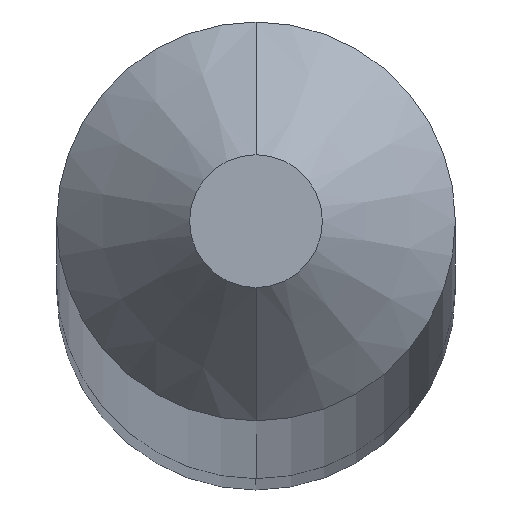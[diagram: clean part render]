
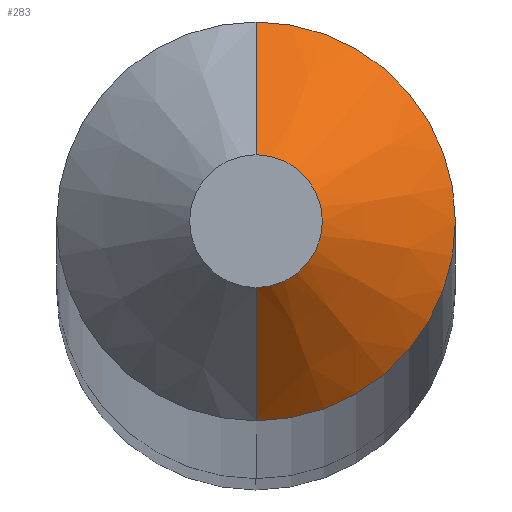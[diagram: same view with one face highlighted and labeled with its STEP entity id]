
A CAD part, top view. The second image highlights one B-rep face of the part: STEP entity #283.
In plain terms, the highlighted conical face has half-angle 45 degrees and reference radius 0.05 mm.
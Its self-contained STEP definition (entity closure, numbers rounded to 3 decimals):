
#4 = DIRECTION ( 'NONE',  ( 0., 1., 0. ) ) ;
#10 = EDGE_LOOP ( 'NONE', ( #65, #262, #119, #29 ) ) ;
#15 = EDGE_CURVE ( 'NONE', #285, #149, #52, .T. ) ;
#17 = EDGE_CURVE ( 'NONE', #285, #127, #296, .T. ) ;
#25 = CARTESIAN_POINT ( 'NONE',  ( 0., 0., 30. ) ) ;
#29 = ORIENTED_EDGE ( 'NONE', *, *, #17, .F. ) ;
#37 = AXIS2_PLACEMENT_3D ( 'NONE', #192, #331, #107 ) ;
#45 = VECTOR ( 'NONE', #75, 1000. ) ;
#48 = EDGE_CURVE ( 'NONE', #127, #237, #299, .T. ) ;
#52 = CIRCLE ( 'NONE', #259, 0.05 ) ;
#63 = CARTESIAN_POINT ( 'NONE',  ( 0., -0.15, 29.9 ) ) ;
#65 = ORIENTED_EDGE ( 'NONE', *, *, #15, .T. ) ;
#71 = DIRECTION ( 'NONE',  ( 0., 1., 0. ) ) ;
#75 = DIRECTION ( 'NONE',  ( 0., 0.707, -0.707 ) ) ;
#107 = DIRECTION ( 'NONE',  ( 0., 1., 0. ) ) ;
#113 = CARTESIAN_POINT ( 'NONE',  ( 0., 0.15, 29.9 ) ) ;
#119 = ORIENTED_EDGE ( 'NONE', *, *, #48, .F. ) ;
#127 = VERTEX_POINT ( 'NONE', #113 ) ;
#141 = CARTESIAN_POINT ( 'NONE',  ( 0., 0., 30. ) ) ;
#149 = VERTEX_POINT ( 'NONE', #234 ) ;
#150 = CARTESIAN_POINT ( 'NONE',  ( 0., 0.05, 30. ) ) ;
#163 = DIRECTION ( 'NONE',  ( 0., 0., -1. ) ) ;
#176 = EDGE_CURVE ( 'NONE', #149, #237, #277, .T. ) ;
#192 = CARTESIAN_POINT ( 'NONE',  ( 0., 0., 29.9 ) ) ;
#195 = DIRECTION ( 'NONE',  ( 0., -0.707, -0.707 ) ) ;
#196 = DIRECTION ( 'NONE',  ( 0., 0., -1. ) ) ;
#234 = CARTESIAN_POINT ( 'NONE',  ( 0., -0.05, 30. ) ) ;
#235 = AXIS2_PLACEMENT_3D ( 'NONE', #141, #196, #4 ) ;
#237 = VERTEX_POINT ( 'NONE', #63 ) ;
#258 = FACE_OUTER_BOUND ( 'NONE', #10, .T. ) ;
#259 = AXIS2_PLACEMENT_3D ( 'NONE', #25, #163, #71 ) ;
#262 = ORIENTED_EDGE ( 'NONE', *, *, #176, .T. ) ;
#277 = LINE ( 'NONE', #337, #323 ) ;
#283 = ADVANCED_FACE ( 'NONE', ( #258 ), #334, .T. ) ;
#285 = VERTEX_POINT ( 'NONE', #150 ) ;
#296 = LINE ( 'NONE', #322, #45 ) ;
#299 = CIRCLE ( 'NONE', #37, 0.15 ) ;
#322 = CARTESIAN_POINT ( 'NONE',  ( 0., 0.05, 30. ) ) ;
#323 = VECTOR ( 'NONE', #195, 1000. ) ;
#331 = DIRECTION ( 'NONE',  ( 0., 0., -1. ) ) ;
#334 = CONICAL_SURFACE ( 'NONE', #235, 0.05, 0.785 ) ;
#337 = CARTESIAN_POINT ( 'NONE',  ( 0., -0.05, 30. ) ) ;
